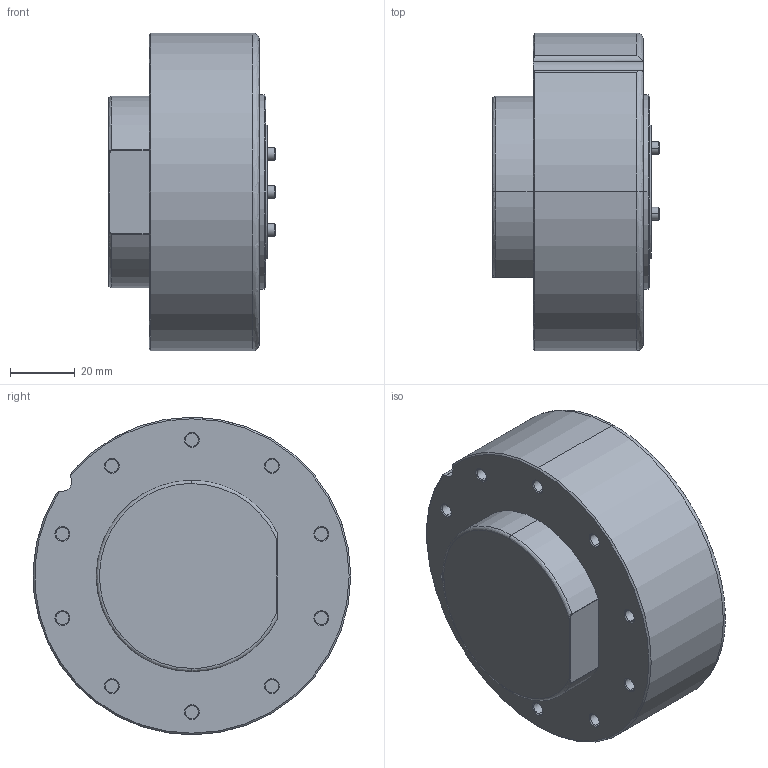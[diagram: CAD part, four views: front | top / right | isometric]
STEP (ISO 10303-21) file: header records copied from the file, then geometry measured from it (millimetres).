
FILE_DESCRIPTION (( 'STEP AP203' ), '1' );
FILE_NAME ('X8pro3D假蚾芞.STEP', '2021-01-06T06:07:36', ( '' ), ( '' ), 'SwSTEP 2.0', 'SolidWorks 2015', '' );
FILE_SCHEMA (( 'CONFIG_CONTROL_DESIGN' ));
Length unit declared in the file: millimetre
Products named in the file (1): X8pro3D假蚾芞
Bounding box: 51.5 x 97.93 x 98 mm (x, y, z)
Volume: 291667.5 mm3; surface area: 30779.2 mm2
Topology: 1 solids, 1 shells, 285 faces, 649 edges, 410 vertices
Faces by surface type: cylinder 144, plane 70, cone 63, bspline 8
Entity records: 8744 total; most frequent: CARTESIAN_POINT 1997, DIRECTION 1538, ORIENTED_EDGE 1298, EDGE_CURVE 649, AXIS2_PLACEMENT_3D 632, VERTEX_POINT 410, CIRCLE 354, EDGE_LOOP 329
